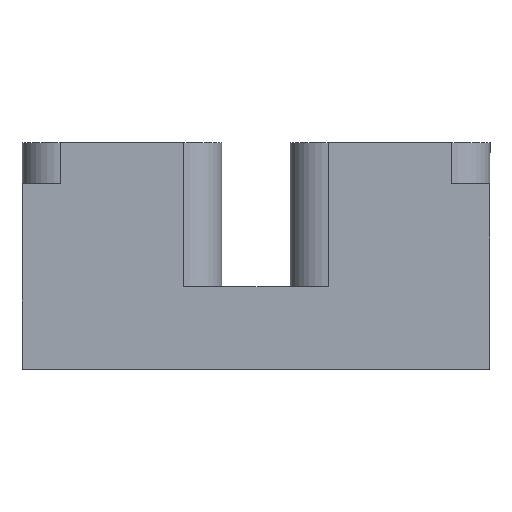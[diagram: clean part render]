
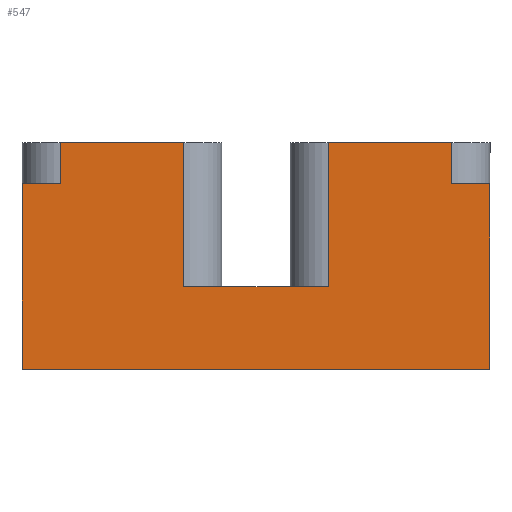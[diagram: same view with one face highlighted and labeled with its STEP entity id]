
A CAD part, front view. The second image highlights one B-rep face of the part: STEP entity #547.
In plain terms, the highlighted planar face has unit normal (0, -1, 0).
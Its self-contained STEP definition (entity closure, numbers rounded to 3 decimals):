
#103=CARTESIAN_POINT('Vertex',(0.,0.,9.)) ;
#106=CARTESIAN_POINT('Line Origine',(0.925,0.,9.)) ;
#110=CARTESIAN_POINT('Vertex',(1.85,0.,9.)) ;
#154=CARTESIAN_POINT('Vertex',(0.,0.,0.)) ;
#157=CARTESIAN_POINT('Line Origine',(0.,0.,2.)) ;
#161=CARTESIAN_POINT('Vertex',(0.,0.,4.)) ;
#164=CARTESIAN_POINT('Line Origine',(0.,0.,6.5)) ;
#195=CARTESIAN_POINT('Vertex',(22.7,0.,0.)) ;
#198=CARTESIAN_POINT('Line Origine',(11.35,0.,0.)) ;
#215=CARTESIAN_POINT('Line Origine',(22.7,0.,4.5)) ;
#219=CARTESIAN_POINT('Vertex',(22.7,0.,9.)) ;
#257=CARTESIAN_POINT('Line Origine',(21.775,0.,9.)) ;
#261=CARTESIAN_POINT('Vertex',(20.85,0.,9.)) ;
#367=CARTESIAN_POINT('Vertex',(14.85,0.,4.)) ;
#370=CARTESIAN_POINT('Line Origine',(14.85,0.,9.)) ;
#374=CARTESIAN_POINT('Vertex',(14.85,0.,11.)) ;
#470=CARTESIAN_POINT('Line Origine',(20.85,0.,9.)) ;
#474=CARTESIAN_POINT('Vertex',(20.85,0.,11.)) ;
#496=CARTESIAN_POINT('Axis2P3D Location',(0.,0.,0.)) ;
#501=CARTESIAN_POINT('Line Origine',(11.35,0.,4.)) ;
#505=CARTESIAN_POINT('Vertex',(7.85,0.,4.)) ;
#508=CARTESIAN_POINT('Line Origine',(7.85,0.,7.5)) ;
#512=CARTESIAN_POINT('Vertex',(7.85,0.,11.)) ;
#515=CARTESIAN_POINT('Line Origine',(4.85,0.,11.)) ;
#519=CARTESIAN_POINT('Vertex',(1.85,0.,11.)) ;
#522=CARTESIAN_POINT('Line Origine',(1.85,0.,10.)) ;
#527=CARTESIAN_POINT('Line Origine',(17.85,0.,11.)) ;
#107=DIRECTION('Vector Direction',(1.,0.,0.)) ;
#158=DIRECTION('Vector Direction',(0.,0.,1.)) ;
#165=DIRECTION('Vector Direction',(0.,0.,1.)) ;
#199=DIRECTION('Vector Direction',(1.,0.,0.)) ;
#216=DIRECTION('Vector Direction',(0.,0.,1.)) ;
#258=DIRECTION('Vector Direction',(-1.,0.,0.)) ;
#371=DIRECTION('Vector Direction',(0.,0.,1.)) ;
#471=DIRECTION('Vector Direction',(0.,0.,1.)) ;
#497=DIRECTION('Axis2P3D Direction',(0.,-1.,0.)) ;
#498=DIRECTION('Axis2P3D XDirection',(1.,0.,0.)) ;
#502=DIRECTION('Vector Direction',(1.,0.,0.)) ;
#509=DIRECTION('Vector Direction',(0.,0.,1.)) ;
#516=DIRECTION('Vector Direction',(1.,0.,0.)) ;
#523=DIRECTION('Vector Direction',(0.,0.,1.)) ;
#528=DIRECTION('Vector Direction',(-1.,0.,0.)) ;
#499=AXIS2_PLACEMENT_3D('Plane Axis2P3D',#496,#497,#498) ;
#533=ORIENTED_EDGE('',*,*,#376,.F.) ;
#534=ORIENTED_EDGE('',*,*,#507,.F.) ;
#535=ORIENTED_EDGE('',*,*,#514,.T.) ;
#536=ORIENTED_EDGE('',*,*,#521,.F.) ;
#537=ORIENTED_EDGE('',*,*,#526,.F.) ;
#538=ORIENTED_EDGE('',*,*,#112,.F.) ;
#539=ORIENTED_EDGE('',*,*,#168,.F.) ;
#540=ORIENTED_EDGE('',*,*,#163,.F.) ;
#541=ORIENTED_EDGE('',*,*,#202,.T.) ;
#542=ORIENTED_EDGE('',*,*,#221,.T.) ;
#543=ORIENTED_EDGE('',*,*,#263,.F.) ;
#544=ORIENTED_EDGE('',*,*,#476,.T.) ;
#545=ORIENTED_EDGE('',*,*,#531,.F.) ;
#108=VECTOR('Line Direction',#107,1.) ;
#159=VECTOR('Line Direction',#158,1.) ;
#166=VECTOR('Line Direction',#165,1.) ;
#200=VECTOR('Line Direction',#199,1.) ;
#217=VECTOR('Line Direction',#216,1.) ;
#259=VECTOR('Line Direction',#258,1.) ;
#372=VECTOR('Line Direction',#371,1.) ;
#472=VECTOR('Line Direction',#471,1.) ;
#503=VECTOR('Line Direction',#502,1.) ;
#510=VECTOR('Line Direction',#509,1.) ;
#517=VECTOR('Line Direction',#516,1.) ;
#524=VECTOR('Line Direction',#523,1.) ;
#529=VECTOR('Line Direction',#528,1.) ;
#547=ADVANCED_FACE('Corps principal',(#546),#500,.T.) ;
#112=EDGE_CURVE('',#104,#111,#109,.T.) ;
#163=EDGE_CURVE('',#155,#162,#160,.T.) ;
#168=EDGE_CURVE('',#162,#104,#167,.T.) ;
#202=EDGE_CURVE('',#155,#196,#201,.T.) ;
#221=EDGE_CURVE('',#196,#220,#218,.T.) ;
#263=EDGE_CURVE('',#262,#220,#260,.F.) ;
#376=EDGE_CURVE('',#368,#375,#373,.T.) ;
#476=EDGE_CURVE('',#262,#475,#473,.T.) ;
#507=EDGE_CURVE('',#506,#368,#504,.T.) ;
#514=EDGE_CURVE('',#506,#513,#511,.T.) ;
#521=EDGE_CURVE('',#520,#513,#518,.T.) ;
#526=EDGE_CURVE('',#111,#520,#525,.T.) ;
#531=EDGE_CURVE('',#375,#475,#530,.F.) ;
#532=EDGE_LOOP('',(#533,#534,#535,#536,#537,#538,#539,#540,#541,#542,#543,#544,#545)) ;
#546=FACE_OUTER_BOUND('',#532,.T.) ;
#109=LINE('Line',#106,#108) ;
#160=LINE('Line',#157,#159) ;
#167=LINE('Line',#164,#166) ;
#201=LINE('Line',#198,#200) ;
#218=LINE('Line',#215,#217) ;
#260=LINE('Line',#257,#259) ;
#373=LINE('Line',#370,#372) ;
#473=LINE('Line',#470,#472) ;
#504=LINE('Line',#501,#503) ;
#511=LINE('Line',#508,#510) ;
#518=LINE('Line',#515,#517) ;
#525=LINE('Line',#522,#524) ;
#530=LINE('Line',#527,#529) ;
#500=PLANE('Plane',#499) ;
#104=VERTEX_POINT('',#103) ;
#111=VERTEX_POINT('',#110) ;
#155=VERTEX_POINT('',#154) ;
#162=VERTEX_POINT('',#161) ;
#196=VERTEX_POINT('',#195) ;
#220=VERTEX_POINT('',#219) ;
#262=VERTEX_POINT('',#261) ;
#368=VERTEX_POINT('',#367) ;
#375=VERTEX_POINT('',#374) ;
#475=VERTEX_POINT('',#474) ;
#506=VERTEX_POINT('',#505) ;
#513=VERTEX_POINT('',#512) ;
#520=VERTEX_POINT('',#519) ;
